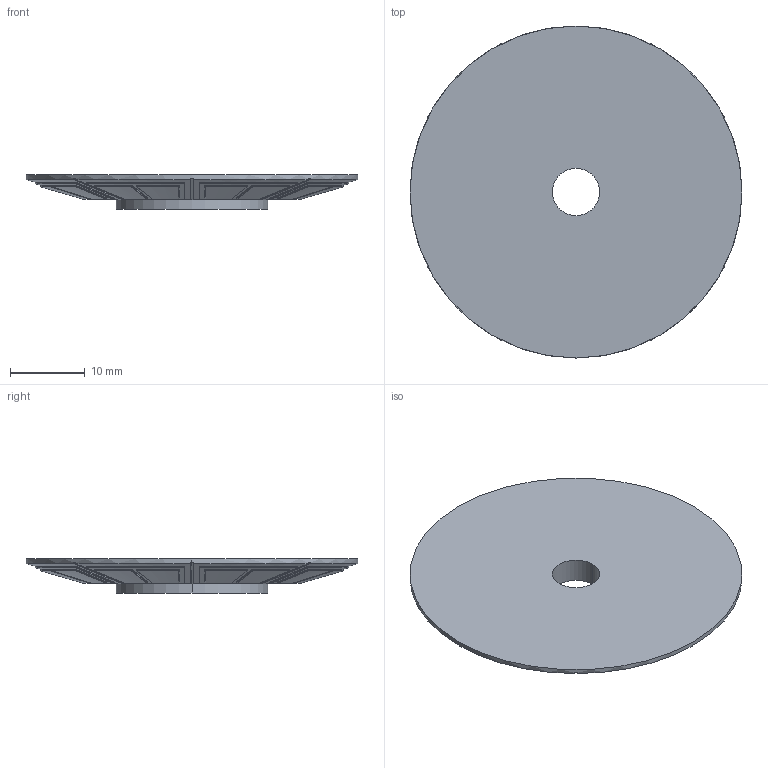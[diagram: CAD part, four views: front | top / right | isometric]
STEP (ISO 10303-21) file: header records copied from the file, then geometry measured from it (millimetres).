
FILE_DESCRIPTION (( 'STEP AP214' ), '1' );
FILE_NAME ('Fwd Endcone.STEP', '2023-10-05T05:42:48', ( '' ), ( '' ), 'SwSTEP 2.0', 'SolidWorks 2023', '' );
FILE_SCHEMA (( 'AUTOMOTIVE_DESIGN' ));
Length unit declared in the file: inch
Products named in the file (1): Fwd Endcone
Bounding box: 44.45 x 44.45 x 4.56 mm (x, y, z)
Volume: 4005.7 mm3; surface area: 3493 mm2
Topology: 1 solids, 1 shells, 686 faces, 1588 edges, 930 vertices
Faces by surface type: bspline 400, torus 120, cone 90, plane 68, cylinder 8
Entity records: 26629 total; most frequent: CARTESIAN_POINT 13909, ORIENTED_EDGE 3176, DIRECTION 1996, EDGE_CURVE 1588, AXIS2_PLACEMENT_3D 985, VERTEX_POINT 930, B_SPLINE_CURVE_WITH_KNOTS 864, EDGE_LOOP 714
